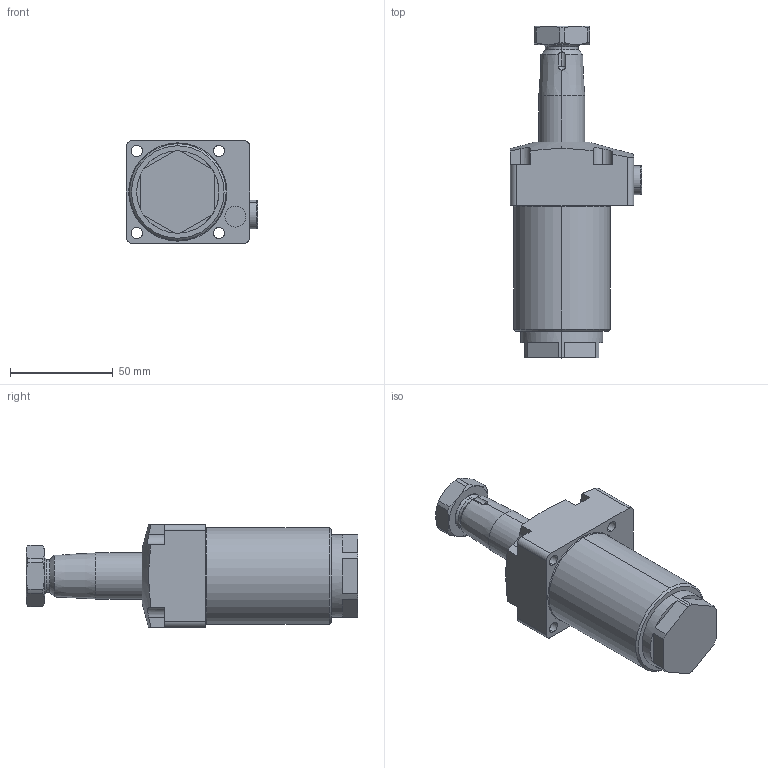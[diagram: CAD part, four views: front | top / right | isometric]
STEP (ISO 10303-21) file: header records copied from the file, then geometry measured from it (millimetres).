
FILE_DESCRIPTION (( 'STEP AP203' ), '1' );
FILE_NAME ('HCTT04-L.STEP', '2019-10-14T06:22:21', ( '微软用户' ), ( '微软中国' ), 'SwSTEP 2.0', 'SolidWorks 2012', '' );
FILE_SCHEMA (( 'CONFIG_CONTROL_DESIGN' ));
Length unit declared in the file: millimetre
Products named in the file (5): HCTT04掛极_______; HCTT04活塞杆_______; HCTT04蹟譫_______; HCTT04黑芛_______; HCTT04-L
Assembly tree (4 placements, depth 2):
  HCTT04-L
    HCTT04掛极_______
    HCTT04活塞杆_______
    HCTT04蹟譫_______
    HCTT04黑芛_______
Bounding box: 63.8 x 161.5 x 50 mm (x, y, z)
Volume: 216747 mm3; surface area: 32971.8 mm2
Topology: 4 solids, 4 shells, 156 faces, 373 edges, 234 vertices
Faces by surface type: plane 64, cylinder 53, cone 34, torus 4, sphere 1
Entity records: 5335 total; most frequent: CARTESIAN_POINT 1162, DIRECTION 790, ORIENTED_EDGE 744, EDGE_CURVE 372, AXIS2_PLACEMENT_3D 308, VERTEX_POINT 234, EDGE_LOOP 176, VECTOR 174
